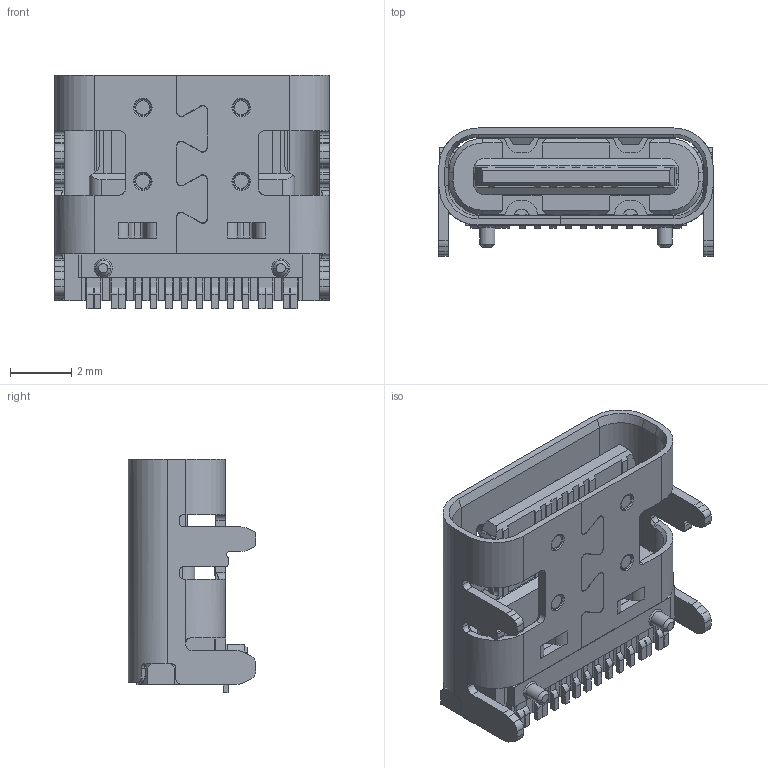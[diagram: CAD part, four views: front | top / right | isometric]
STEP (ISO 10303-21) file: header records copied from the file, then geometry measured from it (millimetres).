
FILE_DESCRIPTION((''),'2;1');
FILE_NAME('_X2_4E006B21_X0_MOLDING_-261340','2020-06-29T',('allan.lai'),(''),'PRO/ENGINEER BY PARAMETRIC TECHNOLOGY CORPORATION, 2011490','PRO/ENGINEER BY PARAMETRIC TECHNOLOGY CORPORATION, 2011490','');
FILE_SCHEMA(('AUTOMOTIVE_DESIGN { 1 0 10303 214 1 1 1 1 }'));
Length unit declared in the file: millimetre
Products named in the file (1): _X2_4E006B21_X0_MOLDING_-261340
Bounding box: 8.94 x 4.16 x 7.6 mm (x, y, z)
Volume: 113.7 mm3; surface area: 473.8 mm2
Topology: 1 solids, 1 shells, 807 faces, 2332 edges, 1499 vertices
Faces by surface type: plane 545, cylinder 206, cone 34, bspline 14, torus 8
Entity records: 32732 total; most frequent: CARTESIAN_POINT 5628, ORIENTED_EDGE 4664, DIRECTION 4277, EDGE_CURVE 2332, VECTOR 1765, LINE 1765, VERTEX_POINT 1499, AXIS2_PLACEMENT_3D 1256
